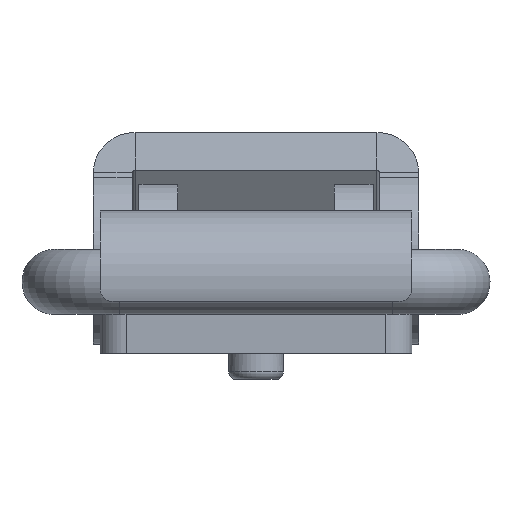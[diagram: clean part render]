
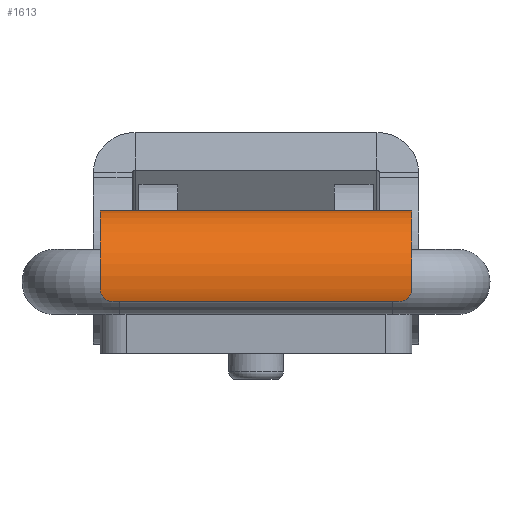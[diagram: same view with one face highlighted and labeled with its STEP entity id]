
A CAD part, left-side view. The second image highlights one B-rep face of the part: STEP entity #1613.
In plain terms, the highlighted cylindrical face has radius 2.75 mm (diameter 5.5 mm), a partial arc.
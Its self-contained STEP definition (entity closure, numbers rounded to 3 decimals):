
#48=B_SPLINE_CURVE_WITH_KNOTS('',3,(#2471,#2472,#2473,#2474,#2475,#2476,
#2477,#2478,#2479,#2480),.UNSPECIFIED.,.F.,.F.,(4,2,2,2,4),(0.077,
0.096,0.115,0.134,0.152),
 .UNSPECIFIED.);
#50=B_SPLINE_CURVE_WITH_KNOTS('',3,(#2512,#2513,#2514,#2515,#2516,#2517,
#2518,#2519,#2520,#2521),.UNSPECIFIED.,.F.,.F.,(4,2,2,2,4),(0.305,
0.324,0.342,0.361,0.38),
 .UNSPECIFIED.);
#59=LINE('',#2454,#183);
#76=LINE('',#2557,#200);
#77=LINE('',#2559,#201);
#78=LINE('',#2560,#202);
#183=VECTOR('',#1927,0.894);
#200=VECTOR('',#1990,11.);
#201=VECTOR('',#1993,5.553);
#202=VECTOR('',#1994,5.553);
#314=CYLINDRICAL_SURFACE('',#1738,2.75);
#448=FACE_OUTER_BOUND('',#558,.T.);
#558=EDGE_LOOP('',(#1206,#1207,#1208,#1209,#1210,#1211,#1212,#1213));
#672=CIRCLE('',#1717,2.75);
#674=CIRCLE('',#1722,2.75);
#760=VERTEX_POINT('',#2449);
#761=VERTEX_POINT('',#2450);
#764=VERTEX_POINT('',#2468);
#765=VERTEX_POINT('',#2470);
#769=VERTEX_POINT('',#2489);
#773=VERTEX_POINT('',#2510);
#774=VERTEX_POINT('',#2511);
#775=VERTEX_POINT('',#2525);
#913=EDGE_CURVE('',#760,#761,#59,.T.);
#916=EDGE_CURVE('',#764,#765,#48,.T.);
#922=EDGE_CURVE('',#769,#764,#672,.T.);
#927=EDGE_CURVE('',#773,#774,#50,.T.);
#930=EDGE_CURVE('',#774,#775,#674,.T.);
#945=EDGE_CURVE('',#773,#765,#76,.T.);
#946=EDGE_CURVE('',#761,#769,#77,.T.);
#947=EDGE_CURVE('',#775,#760,#78,.T.);
#1206=ORIENTED_EDGE('',*,*,#916,.F.);
#1207=ORIENTED_EDGE('',*,*,#922,.F.);
#1208=ORIENTED_EDGE('',*,*,#946,.F.);
#1209=ORIENTED_EDGE('',*,*,#913,.F.);
#1210=ORIENTED_EDGE('',*,*,#947,.F.);
#1211=ORIENTED_EDGE('',*,*,#930,.F.);
#1212=ORIENTED_EDGE('',*,*,#927,.F.);
#1213=ORIENTED_EDGE('',*,*,#945,.T.);
#1613=ADVANCED_FACE('',(#448),#314,.T.);
#1717=AXIS2_PLACEMENT_3D('',#2491,#1939,#1940);
#1722=AXIS2_PLACEMENT_3D('',#2526,#1953,#1954);
#1738=AXIS2_PLACEMENT_3D('',#2561,#1995,#1996);
#1927=DIRECTION('',(0.,0.,1.));
#1939=DIRECTION('center_axis',(0.,0.,1.));
#1940=DIRECTION('ref_axis',(-0.891,-0.455,0.));
#1953=DIRECTION('center_axis',(0.,0.,-1.));
#1954=DIRECTION('ref_axis',(-0.891,-0.455,0.));
#1990=DIRECTION('',(0.,0.,1.));
#1993=DIRECTION('',(0.,0.,1.));
#1994=DIRECTION('',(0.,0.,1.));
#1995=DIRECTION('center_axis',(0.,0.,1.));
#1996=DIRECTION('ref_axis',(-0.891,-0.455,0.));
#2449=CARTESIAN_POINT('',(9.25,0.,-0.447));
#2450=CARTESIAN_POINT('',(9.25,0.,0.447));
#2454=CARTESIAN_POINT('',(9.25,0.,0.));
#2468=CARTESIAN_POINT('',(6.512,2.494,6.));
#2470=CARTESIAN_POINT('',(6.604,2.,5.5));
#2471=CARTESIAN_POINT('Ctrl Pts',(6.512,2.494,6.));
#2472=CARTESIAN_POINT('Ctrl Pts',(6.518,2.431,6.));
#2473=CARTESIAN_POINT('Ctrl Pts',(6.527,2.364,5.988));
#2474=CARTESIAN_POINT('Ctrl Pts',(6.547,2.241,5.937));
#2475=CARTESIAN_POINT('Ctrl Pts',(6.558,2.186,5.898));
#2476=CARTESIAN_POINT('Ctrl Pts',(6.578,2.099,5.809));
#2477=CARTESIAN_POINT('Ctrl Pts',(6.587,2.061,5.753));
#2478=CARTESIAN_POINT('Ctrl Pts',(6.601,2.012,5.63));
#2479=CARTESIAN_POINT('Ctrl Pts',(6.604,2.,5.563));
#2480=CARTESIAN_POINT('Ctrl Pts',(6.604,2.,5.5));
#2489=CARTESIAN_POINT('',(9.25,0.,6.));
#2491=CARTESIAN_POINT('Origin',(9.25,2.75,6.));
#2510=CARTESIAN_POINT('',(6.604,2.,-5.5));
#2511=CARTESIAN_POINT('',(6.512,2.494,-6.));
#2512=CARTESIAN_POINT('Ctrl Pts',(6.604,2.,-5.5));
#2513=CARTESIAN_POINT('Ctrl Pts',(6.604,2.,-5.563));
#2514=CARTESIAN_POINT('Ctrl Pts',(6.601,2.012,-5.63));
#2515=CARTESIAN_POINT('Ctrl Pts',(6.587,2.061,-5.753));
#2516=CARTESIAN_POINT('Ctrl Pts',(6.578,2.099,-5.809));
#2517=CARTESIAN_POINT('Ctrl Pts',(6.558,2.186,-5.898));
#2518=CARTESIAN_POINT('Ctrl Pts',(6.547,2.241,-5.937));
#2519=CARTESIAN_POINT('Ctrl Pts',(6.527,2.364,-5.988));
#2520=CARTESIAN_POINT('Ctrl Pts',(6.518,2.431,-6.));
#2521=CARTESIAN_POINT('Ctrl Pts',(6.512,2.494,-6.));
#2525=CARTESIAN_POINT('',(9.25,0.,-6.));
#2526=CARTESIAN_POINT('Origin',(9.25,2.75,-6.));
#2557=CARTESIAN_POINT('',(6.604,2.,0.));
#2559=CARTESIAN_POINT('',(9.25,0.,0.));
#2560=CARTESIAN_POINT('',(9.25,0.,0.));
#2561=CARTESIAN_POINT('Origin',(9.25,2.75,0.));
